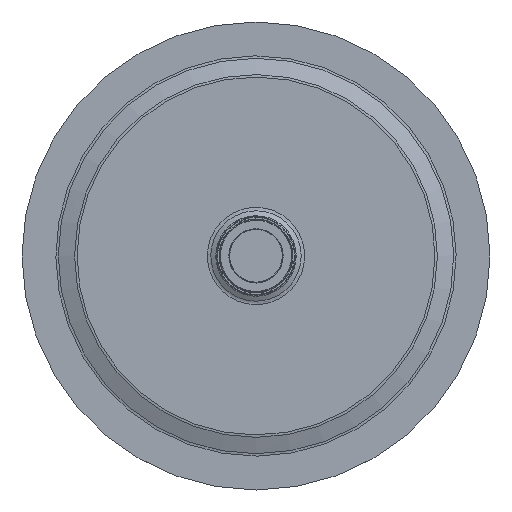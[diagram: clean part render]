
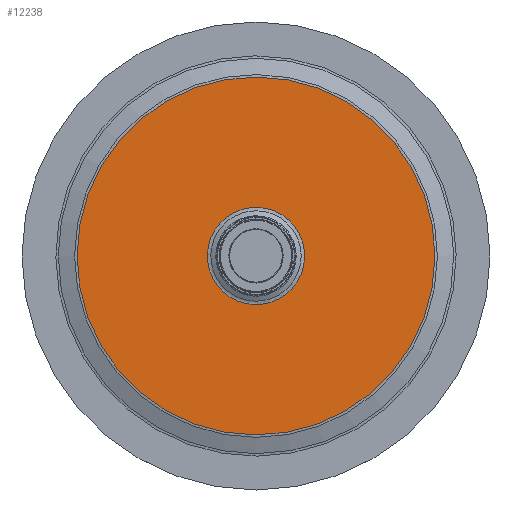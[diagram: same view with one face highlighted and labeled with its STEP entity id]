
A CAD part, top view. The second image highlights one B-rep face of the part: STEP entity #12238.
In plain terms, the highlighted face is planar.
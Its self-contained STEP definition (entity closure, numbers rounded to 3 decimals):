
#1978=FACE_BOUND('',#3754,.T.);
#2702=FACE_OUTER_BOUND('',#3753,.T.);
#3753=EDGE_LOOP('',(#11021));
#3754=EDGE_LOOP('',(#11022));
#5030=CIRCLE('',#14290,76.456);
#5032=CIRCLE('',#14293,20.797);
#6134=VERTEX_POINT('',#22293);
#6135=VERTEX_POINT('',#22297);
#7815=EDGE_CURVE('',#6134,#6134,#5030,.T.);
#7817=EDGE_CURVE('',#6135,#6135,#5032,.T.);
#11021=ORIENTED_EDGE('',*,*,#7815,.T.);
#11022=ORIENTED_EDGE('',*,*,#7817,.F.);
#11501=PLANE('',#14292);
#12238=ADVANCED_FACE('',(#2702,#1978),#11501,.T.);
#14290=AXIS2_PLACEMENT_3D('',#22294,#18636,#18637);
#14292=AXIS2_PLACEMENT_3D('',#22296,#18640,#18641);
#14293=AXIS2_PLACEMENT_3D('',#22298,#18642,#18643);
#18636=DIRECTION('center_axis',(0.,0.,-1.));
#18637=DIRECTION('ref_axis',(-1.,0.,0.));
#18640=DIRECTION('center_axis',(0.,0.,-1.));
#18641=DIRECTION('ref_axis',(1.,0.,0.));
#18642=DIRECTION('center_axis',(0.,0.,-1.));
#18643=DIRECTION('ref_axis',(0.,1.,0.));
#22293=CARTESIAN_POINT('',(76.455,-18.548,-10.));
#22294=CARTESIAN_POINT('Origin',(0.,-19.,-10.));
#22296=CARTESIAN_POINT('Origin',(0.,-19.,-10.));
#22297=CARTESIAN_POINT('',(0.774,-39.782,-10.));
#22298=CARTESIAN_POINT('Origin',(0.,-19.,-10.));
